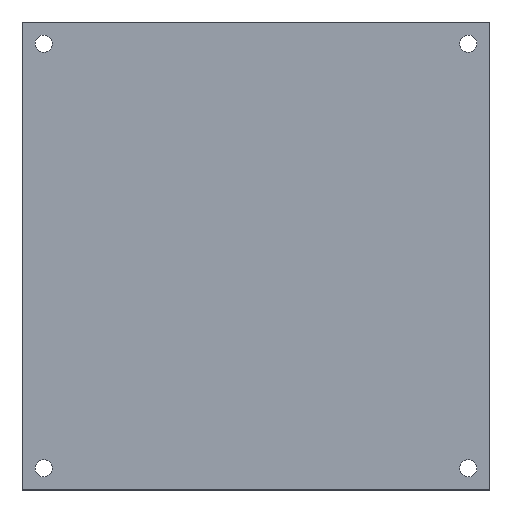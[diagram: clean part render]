
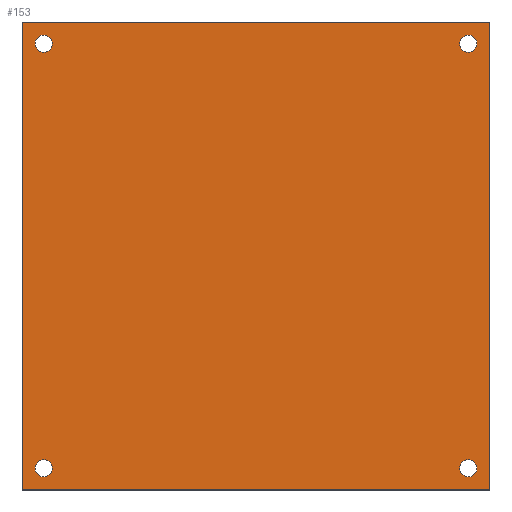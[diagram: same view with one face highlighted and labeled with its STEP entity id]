
A CAD part, top view. The second image highlights one B-rep face of the part: STEP entity #153.
In plain terms, the highlighted planar face has unit normal (0, 0, 1).
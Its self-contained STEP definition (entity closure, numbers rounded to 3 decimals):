
#23 = EDGE_CURVE ( 'NONE', #27, #29, #56, .T. ) ;
#24 = ORIENTED_EDGE ( 'NONE', *, *, #25, .T. ) ;
#25 = EDGE_CURVE ( 'NONE', #29, #30, #52, .T. ) ;
#26 = EDGE_LOOP ( 'NONE', ( #214, #215 ) ) ;
#27 = VERTEX_POINT ( 'NONE', #48 ) ;
#28 = ORIENTED_EDGE ( 'NONE', *, *, #23, .T. ) ;
#29 = VERTEX_POINT ( 'NONE', #47 ) ;
#30 = VERTEX_POINT ( 'NONE', #46 ) ;
#31 = VERTEX_POINT ( 'NONE', #45 ) ;
#32 = ORIENTED_EDGE ( 'NONE', *, *, #33, .T. ) ;
#33 = EDGE_CURVE ( 'NONE', #31, #27, #44, .T. ) ;
#43 = CARTESIAN_POINT ( 'NONE',  ( -87.5, -87.5, 2. ) ) ;
#44 = LINE ( 'NONE', #43, #89 ) ;
#45 = CARTESIAN_POINT ( 'NONE',  ( -87.5, -87.5, 2. ) ) ;
#46 = CARTESIAN_POINT ( 'NONE',  ( -87.5, 87.5, 2. ) ) ;
#47 = CARTESIAN_POINT ( 'NONE',  ( 87.5, 87.5, 2. ) ) ;
#48 = CARTESIAN_POINT ( 'NONE',  ( 87.5, -87.5, 2. ) ) ;
#49 = DIRECTION ( 'NONE',  ( -1., 0., 0. ) ) ;
#50 = VECTOR ( 'NONE', #49, 1000. ) ;
#51 = CARTESIAN_POINT ( 'NONE',  ( -87.5, 87.5, 2. ) ) ;
#52 = LINE ( 'NONE', #51, #50 ) ;
#53 = DIRECTION ( 'NONE',  ( 0., 1., 0. ) ) ;
#54 = VECTOR ( 'NONE', #53, 1000. ) ;
#55 = CARTESIAN_POINT ( 'NONE',  ( 87.5, 87.5, 2. ) ) ;
#56 = LINE ( 'NONE', #55, #54 ) ;
#65 = DIRECTION ( 'NONE',  ( 0., -1., 0. ) ) ;
#66 = VECTOR ( 'NONE', #65, 1000. ) ;
#67 = CARTESIAN_POINT ( 'NONE',  ( -87.5, 87.5, 2. ) ) ;
#68 = DIRECTION ( 'NONE',  ( 1., 0., 0. ) ) ;
#69 = DIRECTION ( 'NONE',  ( 0., 0., 1. ) ) ;
#70 = CARTESIAN_POINT ( 'NONE',  ( -79.4, 79.4, 2. ) ) ;
#71 = AXIS2_PLACEMENT_3D ( 'NONE', #70, #69, #68 ) ;
#72 = CIRCLE ( 'NONE', #71, 3.175 ) ;
#73 = LINE ( 'NONE', #67, #66 ) ;
#88 = DIRECTION ( 'NONE',  ( 1., 0., 0. ) ) ;
#89 = VECTOR ( 'NONE', #88, 1000. ) ;
#90 = EDGE_CURVE ( 'NONE', #161, #160, #72, .T. ) ;
#91 = EDGE_LOOP ( 'NONE', ( #111, #32, #28, #24 ) ) ;
#92 = ORIENTED_EDGE ( 'NONE', *, *, #90, .F. ) ;
#111 = ORIENTED_EDGE ( 'NONE', *, *, #112, .T. ) ;
#112 = EDGE_CURVE ( 'NONE', #30, #31, #73, .T. ) ;
#145 = EDGE_CURVE ( 'NONE', #146, #147, #341, .T. ) ;
#146 = VERTEX_POINT ( 'NONE', #336 ) ;
#147 = VERTEX_POINT ( 'NONE', #335 ) ;
#153 = ADVANCED_FACE ( 'NONE', ( #325, #324, #323, #322, #321 ), #320, .T. ) ;
#154 = EDGE_LOOP ( 'NONE', ( #155, #156 ) ) ;
#155 = ORIENTED_EDGE ( 'NONE', *, *, #206, .F. ) ;
#156 = ORIENTED_EDGE ( 'NONE', *, *, #157, .F. ) ;
#157 = EDGE_CURVE ( 'NONE', #208, #207, #314, .T. ) ;
#158 = EDGE_LOOP ( 'NONE', ( #159, #92 ) ) ;
#159 = ORIENTED_EDGE ( 'NONE', *, *, #187, .F. ) ;
#160 = VERTEX_POINT ( 'NONE', #266 ) ;
#161 = VERTEX_POINT ( 'NONE', #265 ) ;
#187 = EDGE_CURVE ( 'NONE', #160, #161, #372, .T. ) ;
#192 = EDGE_CURVE ( 'NONE', #193, #194, #313, .T. ) ;
#193 = VERTEX_POINT ( 'NONE', #305 ) ;
#194 = VERTEX_POINT ( 'NONE', #304 ) ;
#206 = EDGE_CURVE ( 'NONE', #207, #208, #287, .T. ) ;
#207 = VERTEX_POINT ( 'NONE', #277 ) ;
#208 = VERTEX_POINT ( 'NONE', #276 ) ;
#214 = ORIENTED_EDGE ( 'NONE', *, *, #145, .F. ) ;
#215 = ORIENTED_EDGE ( 'NONE', *, *, #216, .F. ) ;
#216 = EDGE_CURVE ( 'NONE', #147, #146, #448, .T. ) ;
#217 = EDGE_LOOP ( 'NONE', ( #218, #219 ) ) ;
#218 = ORIENTED_EDGE ( 'NONE', *, *, #192, .F. ) ;
#219 = ORIENTED_EDGE ( 'NONE', *, *, #220, .F. ) ;
#220 = EDGE_CURVE ( 'NONE', #194, #193, #443, .T. ) ;
#265 = CARTESIAN_POINT ( 'NONE',  ( -76.225, 79.4, 2. ) ) ;
#266 = CARTESIAN_POINT ( 'NONE',  ( -82.575, 79.4, 2. ) ) ;
#267 = DIRECTION ( 'NONE',  ( 1., 0., 0. ) ) ;
#268 = DIRECTION ( 'NONE',  ( 0., 0., 1. ) ) ;
#269 = AXIS2_PLACEMENT_3D ( 'NONE', #318, #268, #267 ) ;
#276 = CARTESIAN_POINT ( 'NONE',  ( 82.575, -79.4, 2. ) ) ;
#277 = CARTESIAN_POINT ( 'NONE',  ( 76.225, -79.4, 2. ) ) ;
#278 = DIRECTION ( 'NONE',  ( 1., 0., 0. ) ) ;
#279 = DIRECTION ( 'NONE',  ( 0., 0., 1. ) ) ;
#280 = CARTESIAN_POINT ( 'NONE',  ( 79.4, -79.4, 2. ) ) ;
#281 = AXIS2_PLACEMENT_3D ( 'NONE', #280, #279, #278 ) ;
#287 = CIRCLE ( 'NONE', #281, 3.175 ) ;
#304 = CARTESIAN_POINT ( 'NONE',  ( 82.575, 79.4, 2. ) ) ;
#305 = CARTESIAN_POINT ( 'NONE',  ( 76.225, 79.4, 2. ) ) ;
#306 = DIRECTION ( 'NONE',  ( 1., 0., 0. ) ) ;
#307 = DIRECTION ( 'NONE',  ( 0., 0., 1. ) ) ;
#308 = CARTESIAN_POINT ( 'NONE',  ( 79.4, 79.4, 2. ) ) ;
#309 = AXIS2_PLACEMENT_3D ( 'NONE', #308, #307, #306 ) ;
#313 = CIRCLE ( 'NONE', #309, 3.175 ) ;
#314 = CIRCLE ( 'NONE', #269, 3.175 ) ;
#315 = DIRECTION ( 'NONE',  ( 1., 0., 0. ) ) ;
#316 = DIRECTION ( 'NONE',  ( 0., 0., 1. ) ) ;
#317 = CARTESIAN_POINT ( 'NONE',  ( -87.5, -87.5, 2. ) ) ;
#318 = CARTESIAN_POINT ( 'NONE',  ( 79.4, -79.4, 2. ) ) ;
#319 = AXIS2_PLACEMENT_3D ( 'NONE', #317, #316, #315 ) ;
#320 = PLANE ( 'NONE',  #319 ) ;
#321 = FACE_BOUND ( 'NONE', #217, .T. ) ;
#322 = FACE_BOUND ( 'NONE', #26, .T. ) ;
#323 = FACE_OUTER_BOUND ( 'NONE', #91, .T. ) ;
#324 = FACE_BOUND ( 'NONE', #158, .T. ) ;
#325 = FACE_BOUND ( 'NONE', #154, .T. ) ;
#335 = CARTESIAN_POINT ( 'NONE',  ( -76.225, -79.4, 2. ) ) ;
#336 = CARTESIAN_POINT ( 'NONE',  ( -82.575, -79.4, 2. ) ) ;
#337 = DIRECTION ( 'NONE',  ( 1., 0., 0. ) ) ;
#338 = DIRECTION ( 'NONE',  ( 0., 0., 1. ) ) ;
#339 = CARTESIAN_POINT ( 'NONE',  ( -79.4, -79.4, 2. ) ) ;
#340 = AXIS2_PLACEMENT_3D ( 'NONE', #339, #338, #337 ) ;
#341 = CIRCLE ( 'NONE', #340, 3.175 ) ;
#362 = DIRECTION ( 'NONE',  ( 1., 0., 0. ) ) ;
#363 = DIRECTION ( 'NONE',  ( 0., 0., 1. ) ) ;
#364 = CARTESIAN_POINT ( 'NONE',  ( -79.4, 79.4, 2. ) ) ;
#365 = AXIS2_PLACEMENT_3D ( 'NONE', #364, #363, #362 ) ;
#372 = CIRCLE ( 'NONE', #365, 3.175 ) ;
#439 = DIRECTION ( 'NONE',  ( 1., 0., 0. ) ) ;
#440 = DIRECTION ( 'NONE',  ( 0., 0., 1. ) ) ;
#441 = CARTESIAN_POINT ( 'NONE',  ( 79.4, 79.4, 2. ) ) ;
#442 = AXIS2_PLACEMENT_3D ( 'NONE', #441, #440, #439 ) ;
#443 = CIRCLE ( 'NONE', #442, 3.175 ) ;
#444 = DIRECTION ( 'NONE',  ( 1., 0., 0. ) ) ;
#445 = DIRECTION ( 'NONE',  ( 0., 0., 1. ) ) ;
#446 = CARTESIAN_POINT ( 'NONE',  ( -79.4, -79.4, 2. ) ) ;
#447 = AXIS2_PLACEMENT_3D ( 'NONE', #446, #445, #444 ) ;
#448 = CIRCLE ( 'NONE', #447, 3.175 ) ;
